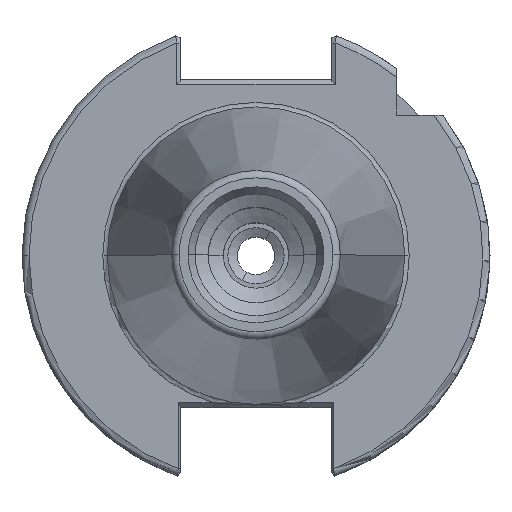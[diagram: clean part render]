
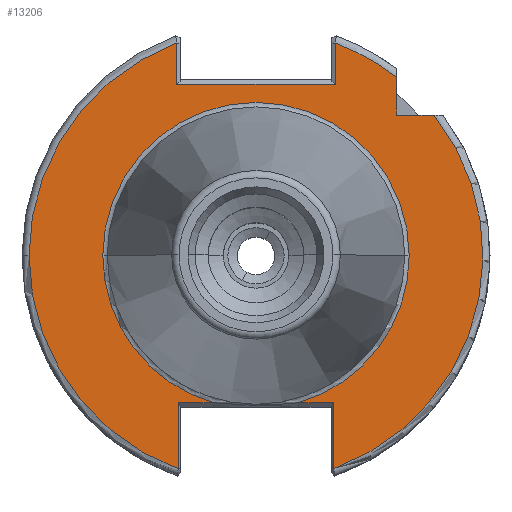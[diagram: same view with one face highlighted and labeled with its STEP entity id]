
A CAD part, top view. The second image highlights one B-rep face of the part: STEP entity #13206.
In plain terms, the highlighted planar face has unit normal (0, 0, 1).
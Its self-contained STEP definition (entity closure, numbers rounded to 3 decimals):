
#3 = CARTESIAN_POINT ( 'NONE',  ( 15., 19.022, -3.2 ) ) ;
#461 = VECTOR ( 'NONE', #10545, 1000. ) ;
#463 = DIRECTION ( 'NONE',  ( -1., 0., 0. ) ) ;
#474 = AXIS2_PLACEMENT_3D ( 'NONE', #5413, #17975, #7220 ) ;
#838 = CARTESIAN_POINT ( 'NONE',  ( 8.288, -15.7, -3.2 ) ) ;
#950 = LINE ( 'NONE', #6462, #10474 ) ;
#1038 = ORIENTED_EDGE ( 'NONE', *, *, #13823, .T. ) ;
#1123 = LINE ( 'NONE', #3473, #19067 ) ;
#1632 = CARTESIAN_POINT ( 'NONE',  ( 0., 0., -3.2 ) ) ;
#1698 = DIRECTION ( 'NONE',  ( -1., 0., 0. ) ) ;
#1799 = VERTEX_POINT ( 'NONE', #13549 ) ;
#2185 = VERTEX_POINT ( 'NONE', #19399 ) ;
#2584 = CARTESIAN_POINT ( 'NONE',  ( -4.564, -15.7, -3.2 ) ) ;
#2808 = VERTEX_POINT ( 'NONE', #3195 ) ;
#2926 = ORIENTED_EDGE ( 'NONE', *, *, #22302, .T. ) ;
#3195 = CARTESIAN_POINT ( 'NONE',  ( -8.288, -22.763, -3.2 ) ) ;
#3424 = DIRECTION ( 'NONE',  ( -1., 0., 0. ) ) ;
#3473 = CARTESIAN_POINT ( 'NONE',  ( -2.21, -15.7, -3.2 ) ) ;
#3474 = LINE ( 'NONE', #11224, #22050 ) ;
#3594 = CARTESIAN_POINT ( 'NONE',  ( 8.478, 18.3, -3.2 ) ) ;
#3769 = LINE ( 'NONE', #20663, #8552 ) ;
#4197 = CARTESIAN_POINT ( 'NONE',  ( 0., 0., -3.2 ) ) ;
#4223 = VERTEX_POINT ( 'NONE', #5137 ) ;
#4609 = ORIENTED_EDGE ( 'NONE', *, *, #13410, .F. ) ;
#4658 = VERTEX_POINT ( 'NONE', #4966 ) ;
#4966 = CARTESIAN_POINT ( 'NONE',  ( -8.288, -15.7, -3.2 ) ) ;
#5048 = EDGE_CURVE ( 'NONE', #11068, #9105, #3769, .T. ) ;
#5056 = EDGE_CURVE ( 'NONE', #1799, #16554, #13345, .T. ) ;
#5075 = ORIENTED_EDGE ( 'NONE', *, *, #17850, .T. ) ;
#5137 = CARTESIAN_POINT ( 'NONE',  ( 8.288, -22.763, -3.2 ) ) ;
#5214 = CARTESIAN_POINT ( 'NONE',  ( 0., 0., -3.2 ) ) ;
#5396 = LINE ( 'NONE', #9238, #9651 ) ;
#5413 = CARTESIAN_POINT ( 'NONE',  ( 0., 0., -3.2 ) ) ;
#5664 = AXIS2_PLACEMENT_3D ( 'NONE', #21987, #11215, #463 ) ;
#5782 = CIRCLE ( 'NONE', #474, 16.35 ) ;
#5818 = ORIENTED_EDGE ( 'NONE', *, *, #12542, .T. ) ;
#5930 = DIRECTION ( 'NONE',  ( 0., 0., -1. ) ) ;
#5984 = DIRECTION ( 'NONE',  ( -1., 0., 0. ) ) ;
#6196 = CARTESIAN_POINT ( 'NONE',  ( -8.288, 24.975, -3.2 ) ) ;
#6317 = ORIENTED_EDGE ( 'NONE', *, *, #17131, .T. ) ;
#6462 = CARTESIAN_POINT ( 'NONE',  ( 15., 15., -3.2 ) ) ;
#7035 = DIRECTION ( 'NONE',  ( -1., 0., 0. ) ) ;
#7220 = DIRECTION ( 'NONE',  ( -1., 0., 0. ) ) ;
#7414 = VECTOR ( 'NONE', #20086, 1000. ) ;
#7651 = VERTEX_POINT ( 'NONE', #3594 ) ;
#7660 = ORIENTED_EDGE ( 'NONE', *, *, #20863, .T. ) ;
#8004 = VECTOR ( 'NONE', #9607, 1000. ) ;
#8035 = DIRECTION ( 'NONE',  ( 0., 1., 0. ) ) ;
#8552 = VECTOR ( 'NONE', #11727, 1000. ) ;
#8748 = EDGE_CURVE ( 'NONE', #22631, #13012, #11335, .T. ) ;
#9105 = VERTEX_POINT ( 'NONE', #15702 ) ;
#9238 = CARTESIAN_POINT ( 'NONE',  ( 8.288, 24.975, -3.2 ) ) ;
#9290 = CARTESIAN_POINT ( 'NONE',  ( -8.478, 18.3, -3.2 ) ) ;
#9557 = VERTEX_POINT ( 'NONE', #19702 ) ;
#9607 = DIRECTION ( 'NONE',  ( 1., 0., 0. ) ) ;
#9642 = ORIENTED_EDGE ( 'NONE', *, *, #8748, .T. ) ;
#9651 = VECTOR ( 'NONE', #21823, 1000. ) ;
#9771 = AXIS2_PLACEMENT_3D ( 'NONE', #4197, #16747, #5984 ) ;
#10383 = CIRCLE ( 'NONE', #19003, 24.225 ) ;
#10466 = CARTESIAN_POINT ( 'NONE',  ( 0., 0., -3.2 ) ) ;
#10474 = VECTOR ( 'NONE', #11768, 1000. ) ;
#10545 = DIRECTION ( 'NONE',  ( 0., -1., 0. ) ) ;
#10683 = EDGE_LOOP ( 'NONE', ( #9642, #6317, #23171, #22801, #15760, #1038, #4609, #18541, #7660, #12687, #5075, #12410, #2926, #16344, #22576, #5818 ) ) ;
#10820 = CARTESIAN_POINT ( 'NONE',  ( -16.35, 0., -3.2 ) ) ;
#10920 = DIRECTION ( 'NONE',  ( 1., 0., 0. ) ) ;
#11018 = AXIS2_PLACEMENT_3D ( 'NONE', #16690, #5930, #18487 ) ;
#11068 = VERTEX_POINT ( 'NONE', #3 ) ;
#11215 = DIRECTION ( 'NONE',  ( 0., 0., -1. ) ) ;
#11224 = CARTESIAN_POINT ( 'NONE',  ( -8.478, 22.832, -3.2 ) ) ;
#11226 = CARTESIAN_POINT ( 'NONE',  ( -8.095, 18.3, -3.2 ) ) ;
#11324 = EDGE_CURVE ( 'NONE', #23100, #2185, #3474, .T. ) ;
#11335 = CIRCLE ( 'NONE', #19615, 16.35 ) ;
#11727 = DIRECTION ( 'NONE',  ( 0., -1., 0. ) ) ;
#11768 = DIRECTION ( 'NONE',  ( 1., 0., 0. ) ) ;
#12157 = CARTESIAN_POINT ( 'NONE',  ( -24.225, 0., -3.2 ) ) ;
#12268 = DIRECTION ( 'NONE',  ( -1., 0., 0. ) ) ;
#12410 = ORIENTED_EDGE ( 'NONE', *, *, #11324, .T. ) ;
#12418 = CIRCLE ( 'NONE', #9771, 24.225 ) ;
#12442 = DIRECTION ( 'NONE',  ( 0., 0., 1. ) ) ;
#12542 = EDGE_CURVE ( 'NONE', #4658, #22631, #1123, .T. ) ;
#12687 = ORIENTED_EDGE ( 'NONE', *, *, #17093, .T. ) ;
#12839 = VERTEX_POINT ( 'NONE', #12157 ) ;
#13012 = VERTEX_POINT ( 'NONE', #10820 ) ;
#13206 = ADVANCED_FACE ( 'NONE', ( #20616 ), #20232, .F. ) ;
#13345 = LINE ( 'NONE', #15321, #8004 ) ;
#13410 = EDGE_CURVE ( 'NONE', #9105, #21669, #950, .T. ) ;
#13549 = CARTESIAN_POINT ( 'NONE',  ( 4.564, -15.7, -3.2 ) ) ;
#13823 = EDGE_CURVE ( 'NONE', #4223, #21669, #18038, .T. ) ;
#14186 = DIRECTION ( 'NONE',  ( 0., 0., -1. ) ) ;
#14595 = EDGE_CURVE ( 'NONE', #12839, #2808, #10383, .T. ) ;
#14822 = CIRCLE ( 'NONE', #18191, 24.225 ) ;
#15321 = CARTESIAN_POINT ( 'NONE',  ( 8.05, -15.7, -3.2 ) ) ;
#15702 = CARTESIAN_POINT ( 'NONE',  ( 15., 15., -3.2 ) ) ;
#15760 = ORIENTED_EDGE ( 'NONE', *, *, #20730, .T. ) ;
#15767 = CARTESIAN_POINT ( 'NONE',  ( 19.022, 15., -3.2 ) ) ;
#15965 = EDGE_CURVE ( 'NONE', #9557, #1799, #17267, .T. ) ;
#16344 = ORIENTED_EDGE ( 'NONE', *, *, #14595, .T. ) ;
#16554 = VERTEX_POINT ( 'NONE', #838 ) ;
#16690 = CARTESIAN_POINT ( 'NONE',  ( 0., 24.975, -3.2 ) ) ;
#16747 = DIRECTION ( 'NONE',  ( 0., 0., 1. ) ) ;
#16832 = VECTOR ( 'NONE', #8035, 1000. ) ;
#17093 = EDGE_CURVE ( 'NONE', #19251, #7651, #19522, .T. ) ;
#17131 = EDGE_CURVE ( 'NONE', #13012, #9557, #5782, .T. ) ;
#17267 = CIRCLE ( 'NONE', #5664, 16.35 ) ;
#17659 = CARTESIAN_POINT ( 'NONE',  ( 8.478, 18.8, -3.2 ) ) ;
#17791 = DIRECTION ( 'NONE',  ( 0., 0., 1. ) ) ;
#17850 = EDGE_CURVE ( 'NONE', #7651, #23100, #21193, .T. ) ;
#17975 = DIRECTION ( 'NONE',  ( 0., 0., -1. ) ) ;
#18038 = CIRCLE ( 'NONE', #20052, 24.225 ) ;
#18191 = AXIS2_PLACEMENT_3D ( 'NONE', #5214, #17791, #7035 ) ;
#18487 = DIRECTION ( 'NONE',  ( -1., 0., 0. ) ) ;
#18541 = ORIENTED_EDGE ( 'NONE', *, *, #5048, .F. ) ;
#19003 = AXIS2_PLACEMENT_3D ( 'NONE', #23215, #12442, #1698 ) ;
#19067 = VECTOR ( 'NONE', #10920, 1000. ) ;
#19181 = EDGE_CURVE ( 'NONE', #2808, #4658, #21639, .T. ) ;
#19251 = VERTEX_POINT ( 'NONE', #20659 ) ;
#19399 = CARTESIAN_POINT ( 'NONE',  ( -8.478, 22.693, -3.2 ) ) ;
#19522 = LINE ( 'NONE', #17659, #461 ) ;
#19615 = AXIS2_PLACEMENT_3D ( 'NONE', #1632, #14186, #3424 ) ;
#19702 = CARTESIAN_POINT ( 'NONE',  ( 16.35, 0., -3.2 ) ) ;
#20052 = AXIS2_PLACEMENT_3D ( 'NONE', #10466, #23038, #12268 ) ;
#20086 = DIRECTION ( 'NONE',  ( -1., 0., 0. ) ) ;
#20232 = PLANE ( 'NONE',  #11018 ) ;
#20393 = DIRECTION ( 'NONE',  ( 0., 1., 0. ) ) ;
#20616 = FACE_OUTER_BOUND ( 'NONE', #10683, .T. ) ;
#20659 = CARTESIAN_POINT ( 'NONE',  ( 8.478, 22.693, -3.2 ) ) ;
#20663 = CARTESIAN_POINT ( 'NONE',  ( 15., 25.813, -3.2 ) ) ;
#20730 = EDGE_CURVE ( 'NONE', #16554, #4223, #5396, .T. ) ;
#20863 = EDGE_CURVE ( 'NONE', #11068, #19251, #12418, .T. ) ;
#21193 = LINE ( 'NONE', #11226, #7414 ) ;
#21639 = LINE ( 'NONE', #6196, #16832 ) ;
#21669 = VERTEX_POINT ( 'NONE', #15767 ) ;
#21823 = DIRECTION ( 'NONE',  ( 0., -1., 0. ) ) ;
#21987 = CARTESIAN_POINT ( 'NONE',  ( 0., 0., -3.2 ) ) ;
#22050 = VECTOR ( 'NONE', #20393, 1000. ) ;
#22302 = EDGE_CURVE ( 'NONE', #2185, #12839, #14822, .T. ) ;
#22576 = ORIENTED_EDGE ( 'NONE', *, *, #19181, .T. ) ;
#22631 = VERTEX_POINT ( 'NONE', #2584 ) ;
#22801 = ORIENTED_EDGE ( 'NONE', *, *, #5056, .T. ) ;
#23038 = DIRECTION ( 'NONE',  ( 0., 0., 1. ) ) ;
#23100 = VERTEX_POINT ( 'NONE', #9290 ) ;
#23171 = ORIENTED_EDGE ( 'NONE', *, *, #15965, .T. ) ;
#23215 = CARTESIAN_POINT ( 'NONE',  ( 0., 0., -3.2 ) ) ;
